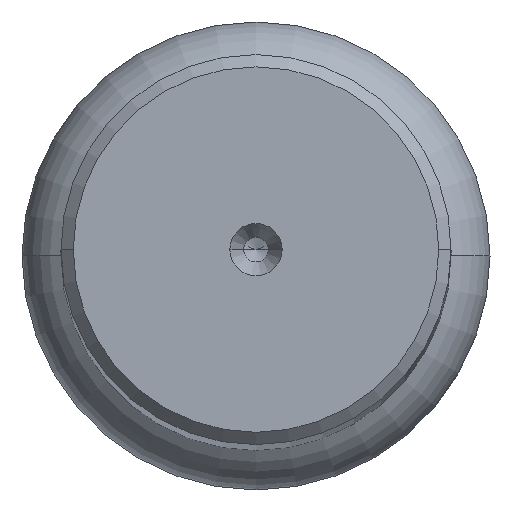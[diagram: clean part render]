
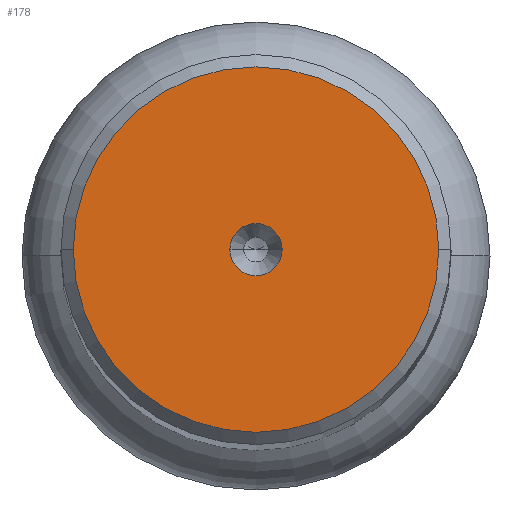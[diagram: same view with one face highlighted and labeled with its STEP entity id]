
A CAD part, top view. The second image highlights one B-rep face of the part: STEP entity #178.
In plain terms, the highlighted planar face has unit normal (0, 0, 1).
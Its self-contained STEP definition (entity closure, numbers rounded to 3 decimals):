
#126=PLANE('',#924);
#131=FACE_BOUND('',#277,.T.);
#132=FACE_BOUND('',#278,.T.);
#178=ADVANCED_FACE('',(#131,#132),#126,.F.);
#277=EDGE_LOOP('',(#446,#447,#448,#449));
#278=EDGE_LOOP('',(#450,#451));
#446=ORIENTED_EDGE('',*,*,#644,.T.);
#447=ORIENTED_EDGE('',*,*,#641,.T.);
#448=ORIENTED_EDGE('',*,*,#640,.T.);
#449=ORIENTED_EDGE('',*,*,#645,.T.);
#450=ORIENTED_EDGE('',*,*,#646,.T.);
#451=ORIENTED_EDGE('',*,*,#647,.T.);
#548=VERTEX_POINT('',#1408);
#549=VERTEX_POINT('',#1409);
#550=VERTEX_POINT('',#1411);
#551=VERTEX_POINT('',#1416);
#552=VERTEX_POINT('',#1420);
#553=VERTEX_POINT('',#1421);
#640=EDGE_CURVE('',#548,#549,#754,.T.);
#641=EDGE_CURVE('',#550,#548,#755,.T.);
#644=EDGE_CURVE('',#551,#550,#756,.T.);
#645=EDGE_CURVE('',#549,#551,#757,.T.);
#646=EDGE_CURVE('',#552,#553,#758,.T.);
#647=EDGE_CURVE('',#553,#552,#759,.T.);
#754=CIRCLE('',#916,14.875);
#755=CIRCLE('',#917,14.875);
#756=CIRCLE('',#919,14.875);
#757=CIRCLE('',#920,14.875);
#758=CIRCLE('',#922,2.125);
#759=CIRCLE('',#923,2.125);
#916=AXIS2_PLACEMENT_3D('',#1407,#1164,#1165);
#917=AXIS2_PLACEMENT_3D('',#1410,#1166,#1167);
#919=AXIS2_PLACEMENT_3D('',#1415,#1172,#1173);
#920=AXIS2_PLACEMENT_3D('',#1417,#1174,#1175);
#922=AXIS2_PLACEMENT_3D('',#1419,#1178,#1179);
#923=AXIS2_PLACEMENT_3D('',#1422,#1180,#1181);
#924=AXIS2_PLACEMENT_3D('',#1423,#1182,#1183);
#1164=DIRECTION('',(0.,0.,1.));
#1165=DIRECTION('',(0.,-1.,0.));
#1166=DIRECTION('',(0.,0.,1.));
#1167=DIRECTION('',(-1.,0.,0.));
#1172=DIRECTION('',(0.,0.,1.));
#1173=DIRECTION('',(0.,1.,0.));
#1174=DIRECTION('',(0.,0.,1.));
#1175=DIRECTION('',(1.,0.,0.));
#1178=DIRECTION('',(0.,0.,-1.));
#1179=DIRECTION('',(-1.,0.,0.));
#1180=DIRECTION('',(0.,0.,-1.));
#1181=DIRECTION('',(1.,0.,0.));
#1182=DIRECTION('',(0.,0.,-1.));
#1183=DIRECTION('',(1.,0.,0.));
#1407=CARTESIAN_POINT('',(0.,0.,0.));
#1408=CARTESIAN_POINT('',(0.,-14.875,0.));
#1409=CARTESIAN_POINT('',(14.875,0.,0.));
#1410=CARTESIAN_POINT('',(0.,0.,0.));
#1411=CARTESIAN_POINT('',(-14.875,0.,0.));
#1415=CARTESIAN_POINT('',(0.,0.,0.));
#1416=CARTESIAN_POINT('',(0.,14.875,0.));
#1417=CARTESIAN_POINT('',(0.,0.,0.));
#1419=CARTESIAN_POINT('',(0.,0.,0.));
#1420=CARTESIAN_POINT('',(-2.125,0.,0.));
#1421=CARTESIAN_POINT('',(2.125,0.,0.));
#1422=CARTESIAN_POINT('',(0.,0.,0.));
#1423=CARTESIAN_POINT('',(0.,0.,0.));
